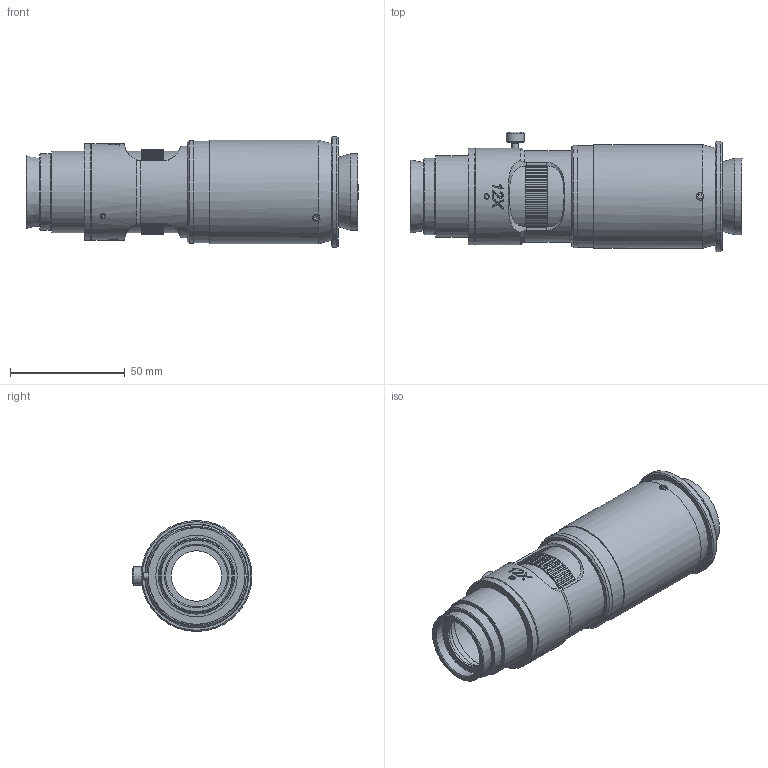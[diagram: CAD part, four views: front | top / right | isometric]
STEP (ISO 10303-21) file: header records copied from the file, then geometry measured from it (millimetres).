
FILE_DESCRIPTION((''),'2;1');
FILE_NAME('50502_0.stp','2011-03-15T07:56:28',('PODLENA'),(''),'Autodesk Inventor 2011','Autodesk Inventor 2011','');
FILE_SCHEMA(('AUTOMOTIVE_DESIGN { 1 0 10303 214 1 1 1 1 }'));
Length unit declared in the file: inch
Products named in the file (11): 50502 (LevelofDetail1); 50115; 50353-3; 50347 (~1); 50352; 50360; 60436; 7261; 60433; 7004; 7108
Assembly tree (14 placements, depth 3):
  50502 (LevelofDetail1)
    50115
    50353-3
    50347 (~1)
      50352
    50360
    60436
      7261
      60433
    7004  x3
    7108  x3
Bounding box: 144.86 x 52.35 x 48.41 mm (x, y, z)
Volume: 64577.6 mm3; surface area: 54969.1 mm2
Topology: 12 solids, 12 shells, 557 faces, 1494 edges, 988 vertices
Faces by surface type: plane 318, cylinder 135, bspline 64, cone 33, sphere 6, torus 1
Full cylindrical faces by diameter (mm): 1.575 x1, 1.6 x1, 2.159 x4, 2.845 x4, 3.302 x3, 4.166 x3, 7.874 x1, 21.996 x1, 24.028 x1, 26.899 x1, 26.988 x1, 27.915 x1, 29.299 x1, 30.15 x1, 30.315 x1, 30.886 x1, 31.75 x3, 32.131 x1, 32.294 x1, 33.31 x1, 33.325 x2, 33.731 x1, 34.341 x1, 35.56 x1, 35.712 x2, 38.075 x1, 38.1 x2, 38.125 x1, 42.164 x2, 44.475 x1
Entity records: 26200 total; most frequent: CARTESIAN_POINT 13523, ORIENTED_EDGE 2614, DIRECTION 2325, EDGE_CURVE 1307, VERTEX_POINT 909, VECTOR 845, LINE 845, AXIS2_PLACEMENT_3D 740
